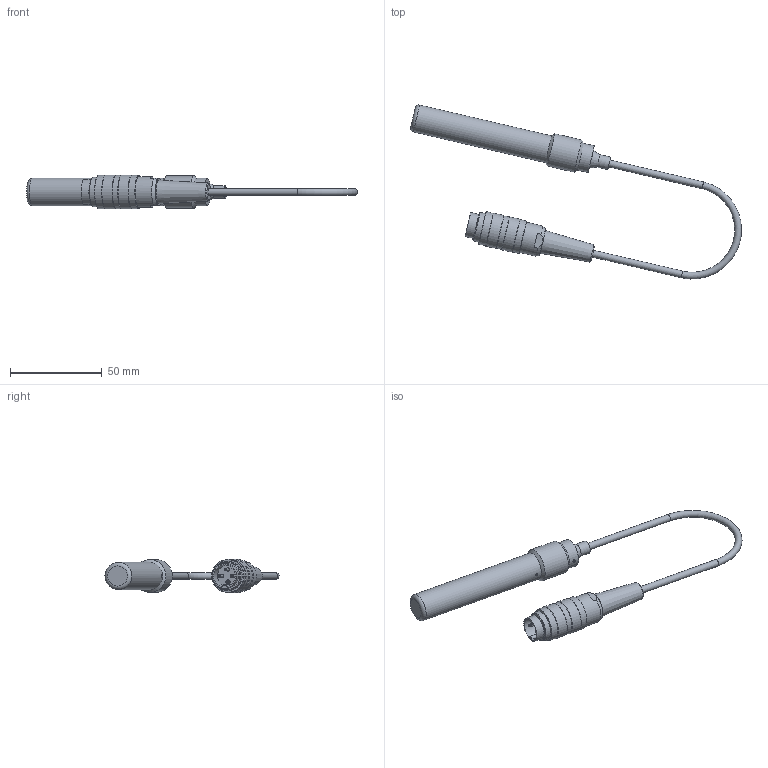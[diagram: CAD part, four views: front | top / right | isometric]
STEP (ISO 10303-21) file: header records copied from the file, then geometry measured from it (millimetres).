
FILE_DESCRIPTION(/* description */ (''),/* implementation_level */ '2;1');
FILE_NAME(/* name */ '130 35_R3G-5-10_Shrinkwrap_1.stp',/* time_stamp */ '2019-12-16T20:38:25+01:00',/* author */ ('kuttig'),/* organization */ (''),/* preprocessor_version */ 'ST-DEVELOPER v16.13',/* originating_system */ 'Autodesk Inventor 2018',/* authorisation */ '');
FILE_SCHEMA (('AUTOMOTIVE_DESIGN { 1 0 10303 214 3 1 1 }'));
Length unit declared in the file: millimetre
Products named in the file (1): 130 35_R3G-5-10_Shrinkwrap_1
Bounding box: 180.7 x 95.01 x 18.5 mm (x, y, z)
Volume: 27217 mm3; surface area: 17030.3 mm2
Topology: 3 solids, 3 shells, 125 faces, 277 edges, 174 vertices
Faces by surface type: plane 54, cylinder 40, cone 21, bspline 6, torus 4
Full cylindrical faces by diameter (mm): 1.49 x3, 1.5 x4, 2.25 x1, 3.7 x2, 4.7 x1, 7 x1, 10 x1, 10.2 x1, 13.5 x1, 15 x2, 15.08 x1, 16 x1, 16.9 x1, 18 x1, 18.15 x3, 18.5 x2
Entity records: 3734 total; most frequent: CARTESIAN_POINT 1006, DIRECTION 546, ORIENTED_EDGE 434, AXIS2_PLACEMENT_3D 228, EDGE_CURVE 217, EDGE_LOOP 193, VERTEX_POINT 164, STYLED_ITEM 128
